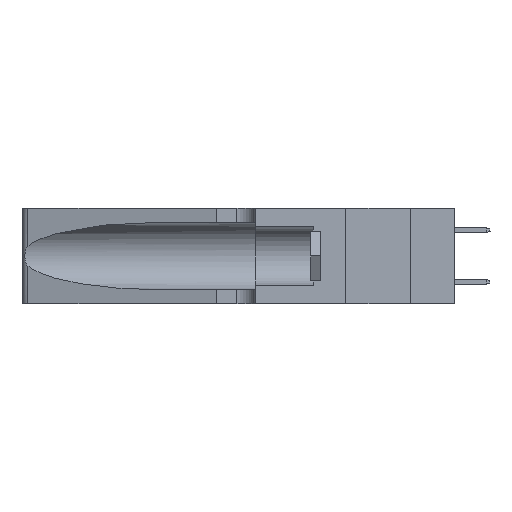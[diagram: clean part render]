
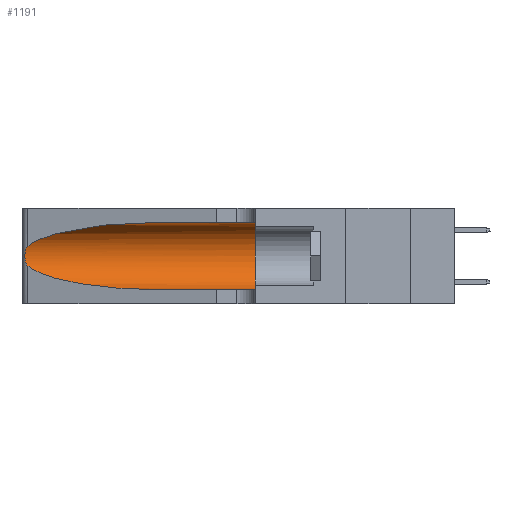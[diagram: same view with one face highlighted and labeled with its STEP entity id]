
A CAD part, left-side view. The second image highlights one B-rep face of the part: STEP entity #1191.
In plain terms, the highlighted cylindrical face has radius 3.308 mm (diameter 6.617 mm), a partial arc.
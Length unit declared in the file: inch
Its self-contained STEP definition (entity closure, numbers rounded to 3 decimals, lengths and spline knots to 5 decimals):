
#1191 = ADVANCED_FACE ( 'NONE', ( #31013 ), #27435, .F. ) ;
#1293 = CARTESIAN_POINT ( 'NONE',  ( 0.25856, 1.23593, 0.16098 ) ) ;
#2562 = VERTEX_POINT ( 'NONE', #12854 ) ;
#3370 =( BOUNDED_CURVE ( )  B_SPLINE_CURVE ( 3, ( #29780, #23033, #6550, #33576 ),
 .UNSPECIFIED., .F., .T. ) 
 B_SPLINE_CURVE_WITH_KNOTS ( ( 4, 4 ),
 ( 1.5708, 2.84003 ),
 .UNSPECIFIED. ) 
 CURVE ( )  GEOMETRIC_REPRESENTATION_ITEM ( )  RATIONAL_B_SPLINE_CURVE ( ( 1., 0.87, 0.87, 1. ) ) 
 REPRESENTATION_ITEM ( '' )  );
#4102 = VERTEX_POINT ( 'NONE', #33774 ) ;
#4676 = CARTESIAN_POINT ( 'NONE',  ( 0.25639, 1.23184, 0.21858 ) ) ;
#5337 = CARTESIAN_POINT ( 'NONE',  ( 0.25487, 1.22718, 0.22369 ) ) ;
#5564 = CARTESIAN_POINT ( 'NONE',  ( 0.26075, 1.23896, 0.19203 ) ) ;
#5910 = VECTOR ( 'NONE', #30223, 39.37008 ) ;
#6550 = CARTESIAN_POINT ( 'NONE',  ( 0.2373, 1.15595, 0.28018 ) ) ;
#6708 = ORIENTED_EDGE ( 'NONE', *, *, #24885, .F. ) ;
#8507 = CARTESIAN_POINT ( 'NONE',  ( 0.18966, 0.96281, 0.05475 ) ) ;
#8952 = CARTESIAN_POINT ( 'NONE',  ( 0.25787, 1.23484, 0.2124 ) ) ;
#9732 = LINE ( 'NONE', #12669, #5910 ) ;
#10327 = ORIENTED_EDGE ( 'NONE', *, *, #34152, .T. ) ;
#11458 = CARTESIAN_POINT ( 'NONE',  ( 0.25854, 1.2359, 0.20912 ) ) ;
#12618 = VERTEX_POINT ( 'NONE', #32818 ) ;
#12669 = CARTESIAN_POINT ( 'NONE',  ( 0.1305, 1.61858, 0.31525 ) ) ;
#12687 = EDGE_CURVE ( 'NONE', #4102, #14047, #38345, .T. ) ;
#12767 = CARTESIAN_POINT ( 'NONE',  ( 0.25487, 1.22718, 0.14631 ) ) ;
#12854 = CARTESIAN_POINT ( 'NONE',  ( 0.1305, 0.72297, 0.31525 ) ) ;
#13293 = ORIENTED_EDGE ( 'NONE', *, *, #12687, .T. ) ;
#14047 = VERTEX_POINT ( 'NONE', #37388 ) ;
#15083 = CARTESIAN_POINT ( 'NONE',  ( 0.25639, 1.23186, 0.15144 ) ) ;
#19105 = CARTESIAN_POINT ( 'NONE',  ( 0.25555, 1.22994, 0.2215 ) ) ;
#19322 = CARTESIAN_POINT ( 'NONE',  ( 0.26075, 1.23896, 0.178 ) ) ;
#19981 = CARTESIAN_POINT ( 'NONE',  ( 0.25487, 1.22718, 0.14631 ) ) ;
#23033 = CARTESIAN_POINT ( 'NONE',  ( 0.18966, 0.96281, 0.31525 ) ) ;
#24137 = LINE ( 'NONE', #38271, #33974 ) ;
#24885 = EDGE_CURVE ( 'NONE', #2562, #32742, #9732, .T. ) ;
#25223 = CARTESIAN_POINT ( 'NONE',  ( 0.26017, 1.23833, 0.17102 ) ) ;
#26334 = AXIS2_PLACEMENT_3D ( 'NONE', #41111, #41548, #27894 ) ;
#26536 = CARTESIAN_POINT ( 'NONE',  ( 0.1305, 0.72297, 0.05475 ) ) ;
#27435 = CYLINDRICAL_SURFACE ( 'NONE', #26334, 0.13025 ) ;
#27894 = DIRECTION ( 'NONE',  ( 0., 0., -1. ) ) ;
#28790 = CARTESIAN_POINT ( 'NONE',  ( 0.25555, 1.22993, 0.14849 ) ) ;
#29096 = ORIENTED_EDGE ( 'NONE', *, *, #30556, .T. ) ;
#29518 = CARTESIAN_POINT ( 'NONE',  ( 0.1305, 0.35, 0.31525 ) ) ;
#29621 = EDGE_CURVE ( 'NONE', #14047, #12618, #40699, .T. ) ;
#29780 = CARTESIAN_POINT ( 'NONE',  ( 0.1305, 0.72297, 0.31525 ) ) ;
#30223 = DIRECTION ( 'NONE',  ( 0., -1., 0. ) ) ;
#30556 = EDGE_CURVE ( 'NONE', #2562, #4102, #3370, .T. ) ;
#31013 = FACE_OUTER_BOUND ( 'NONE', #39565, .T. ) ;
#31104 = DIRECTION ( 'NONE',  ( 0., -1., 0. ) ) ;
#31170 = AXIS2_PLACEMENT_3D ( 'NONE', #40255, #33517, #37309 ) ;
#31883 = ORIENTED_EDGE ( 'NONE', *, *, #32927, .F. ) ;
#32742 = VERTEX_POINT ( 'NONE', #29518 ) ;
#32766 = VERTEX_POINT ( 'NONE', #38552 ) ;
#32818 = CARTESIAN_POINT ( 'NONE',  ( 0.1305, 0.72297, 0.05475 ) ) ;
#32927 = EDGE_CURVE ( 'NONE', #32742, #32766, #40445, .T. ) ;
#33517 = DIRECTION ( 'NONE',  ( 0., 1., 0. ) ) ;
#33576 = CARTESIAN_POINT ( 'NONE',  ( 0.25487, 1.22718, 0.22369 ) ) ;
#33774 = CARTESIAN_POINT ( 'NONE',  ( 0.25487, 1.22718, 0.22369 ) ) ;
#33974 = VECTOR ( 'NONE', #31104, 39.37008 ) ;
#34152 = EDGE_CURVE ( 'NONE', #12618, #32766, #24137, .T. ) ;
#37309 = DIRECTION ( 'NONE',  ( 0., 0., 1. ) ) ;
#37388 = CARTESIAN_POINT ( 'NONE',  ( 0.25487, 1.22718, 0.14631 ) ) ;
#38271 = CARTESIAN_POINT ( 'NONE',  ( 0.1305, 1.61858, 0.05475 ) ) ;
#38345 = B_SPLINE_CURVE_WITH_KNOTS ( 'NONE', 3,
 ( #5337, #19105, #4676, #8952, #11458, #39756, #5564, #19322, #25223, #1293, #38877, #15083, #28790, #19981 ),
 .UNSPECIFIED., .F., .F.,
 ( 4, 2, 2, 2, 2, 2, 4 ),
 ( 0., 0.00027, 0.00053, 0.00107, 0.0016, 0.00187, 0.00214 ),
 .UNSPECIFIED. ) ;
#38552 = CARTESIAN_POINT ( 'NONE',  ( 0.1305, 0.35, 0.05475 ) ) ;
#38877 = CARTESIAN_POINT ( 'NONE',  ( 0.25789, 1.23486, 0.15765 ) ) ;
#39478 = ORIENTED_EDGE ( 'NONE', *, *, #29621, .T. ) ;
#39565 = EDGE_LOOP ( 'NONE', ( #29096, #13293, #39478, #10327, #31883, #6708 ) ) ;
#39756 = CARTESIAN_POINT ( 'NONE',  ( 0.26018, 1.23835, 0.19895 ) ) ;
#40255 = CARTESIAN_POINT ( 'NONE',  ( 0.1305, 0.35, 0.185 ) ) ;
#40445 = CIRCLE ( 'NONE', #31170, 0.13025 ) ;
#40699 =( BOUNDED_CURVE ( )  B_SPLINE_CURVE ( 3, ( #12767, #42687, #8507, #26536 ),
 .UNSPECIFIED., .F., .F. ) 
 B_SPLINE_CURVE_WITH_KNOTS ( ( 4, 4 ),
 ( 3.44316, 4.71239 ),
 .UNSPECIFIED. ) 
 CURVE ( )  GEOMETRIC_REPRESENTATION_ITEM ( )  RATIONAL_B_SPLINE_CURVE ( ( 1., 0.87, 0.87, 1. ) ) 
 REPRESENTATION_ITEM ( '' )  );
#41111 = CARTESIAN_POINT ( 'NONE',  ( 0.1305, 1.61858, 0.185 ) ) ;
#41548 = DIRECTION ( 'NONE',  ( 0., -1., 0. ) ) ;
#42687 = CARTESIAN_POINT ( 'NONE',  ( 0.2373, 1.15595, 0.08982 ) ) ;
